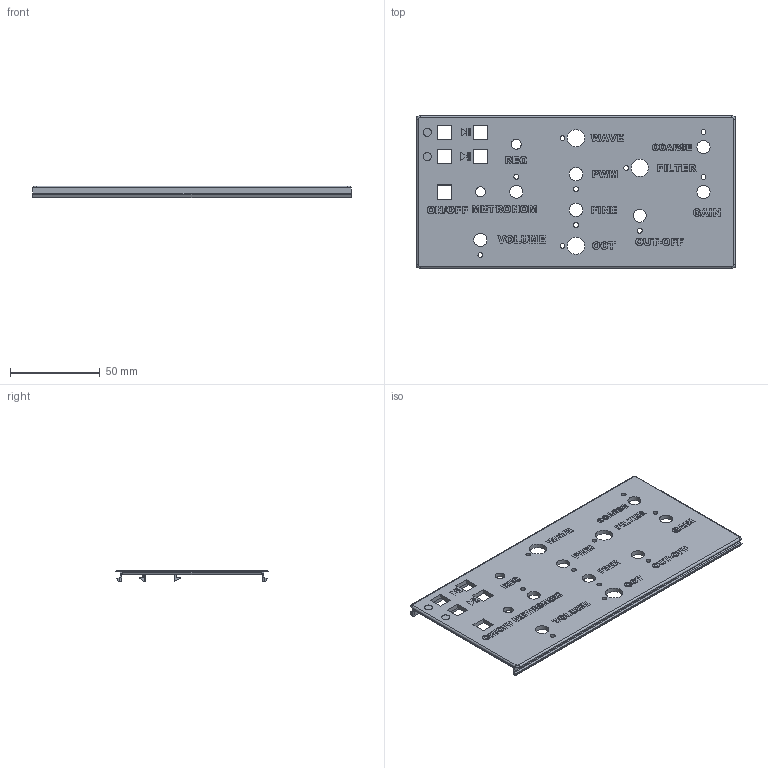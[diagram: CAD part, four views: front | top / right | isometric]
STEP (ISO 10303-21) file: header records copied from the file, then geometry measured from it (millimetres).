
FILE_DESCRIPTION(/* description */ (''),/* implementation_level */ '2;1');
FILE_NAME(/* name */ 'frontplate_left.step',/* time_stamp */ '2026-02-04T12:23:51+01:00',/* author */ ('erikt'),/* organization */ (''),/* preprocessor_version */ 'ST-DEVELOPER v19.2',/* originating_system */ 'Autodesk Inventor 2024',/* authorisation */ '');
FILE_SCHEMA (('CONFIG_CONTROL_DESIGN'));
Length unit declared in the file: millimetre
Products named in the file (3): Schneckel; frontplate; schriftzug_neu
Assembly tree (2 placements, depth 2):
  Schneckel
    frontplate
    schriftzug_neu
Bounding box: 177.5 x 85 x 6.5 mm (x, y, z)
Volume: 36372.9 mm3; surface area: 36827.6 mm2
Topology: 67 solids, 67 shells, 1665 faces, 4317 edges, 2862 vertices
Faces by surface type: plane 1222, bspline 382, cylinder 57, torus 4
Full cylindrical faces by diameter (mm): 2.7 x10, 4.5 x4, 5.5 x2, 7.3 x7, 9.6 x3
Entity records: 52381 total; most frequent: CARTESIAN_POINT 13855, ORIENTED_EDGE 8622, DIRECTION 6273, EDGE_CURVE 4311, LINE 3437, VECTOR 3437, VERTEX_POINT 2864, EDGE_LOOP 1835
